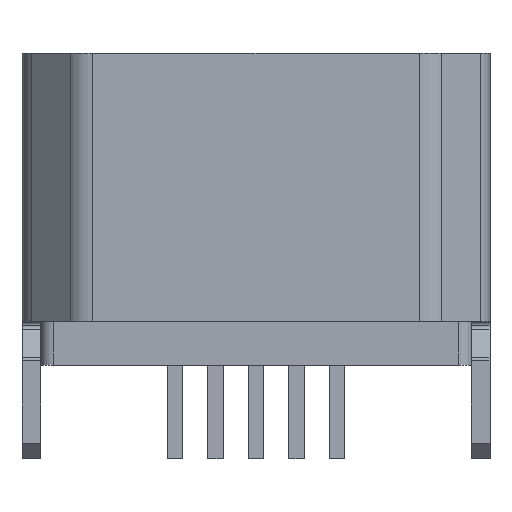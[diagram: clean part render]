
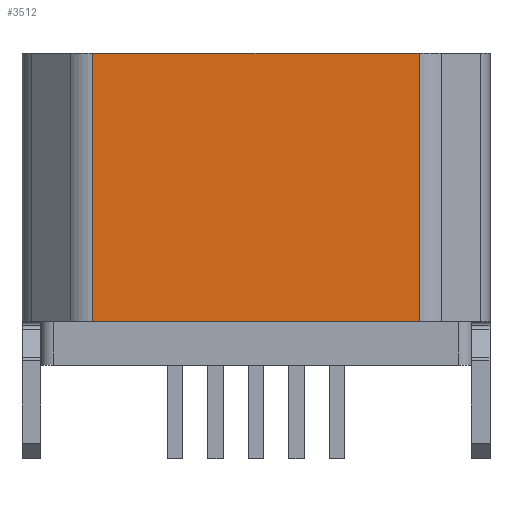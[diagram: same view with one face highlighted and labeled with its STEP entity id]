
A CAD part, front view. The second image highlights one B-rep face of the part: STEP entity #3512.
In plain terms, the highlighted planar face has unit normal (0, -1, 0).
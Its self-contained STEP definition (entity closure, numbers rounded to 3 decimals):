
#207=FACE_OUTER_BOUND('',#393,.T.);
#393=EDGE_LOOP('',(#2743,#2744,#2745,#2746));
#827=LINE('',#5499,#1188);
#864=LINE('',#5624,#1225);
#865=LINE('',#5628,#1226);
#866=LINE('',#5629,#1227);
#1188=VECTOR('',#4466,1.);
#1225=VECTOR('',#4571,1.);
#1226=VECTOR('',#4576,1.);
#1227=VECTOR('',#4577,1.);
#1526=VERTEX_POINT('',#5496);
#1527=VERTEX_POINT('',#5498);
#1581=VERTEX_POINT('',#5623);
#1582=VERTEX_POINT('',#5627);
#1935=EDGE_CURVE('',#1526,#1527,#827,.T.);
#1998=EDGE_CURVE('',#1581,#1527,#864,.T.);
#2000=EDGE_CURVE('',#1582,#1526,#865,.T.);
#2001=EDGE_CURVE('',#1581,#1582,#866,.T.);
#2743=ORIENTED_EDGE('',*,*,#1935,.F.);
#2744=ORIENTED_EDGE('',*,*,#2000,.F.);
#2745=ORIENTED_EDGE('',*,*,#2001,.F.);
#2746=ORIENTED_EDGE('',*,*,#1998,.T.);
#3189=PLANE('',#3799);
#3512=ADVANCED_FACE('',(#207),#3189,.F.);
#3799=AXIS2_PLACEMENT_3D('',#5626,#4574,#4575);
#4466=DIRECTION('',(-1.,0.,0.));
#4571=DIRECTION('',(0.,0.,-1.));
#4574=DIRECTION('center_axis',(0.,1.,0.));
#4575=DIRECTION('ref_axis',(0.,0.,1.));
#4576=DIRECTION('',(0.,0.,-1.));
#4577=DIRECTION('',(1.,0.,0.));
#5496=CARTESIAN_POINT('',(2.617,-0.95,0.4));
#5498=CARTESIAN_POINT('',(-2.617,-0.95,0.4));
#5499=CARTESIAN_POINT('',(-2.617,-0.95,0.4));
#5623=CARTESIAN_POINT('',(-2.617,-0.95,4.7));
#5624=CARTESIAN_POINT('',(-2.617,-0.95,4.7));
#5626=CARTESIAN_POINT('Origin',(-2.617,-0.95,4.7));
#5627=CARTESIAN_POINT('',(2.617,-0.95,4.7));
#5628=CARTESIAN_POINT('',(2.617,-0.95,4.7));
#5629=CARTESIAN_POINT('',(-2.617,-0.95,4.7));
